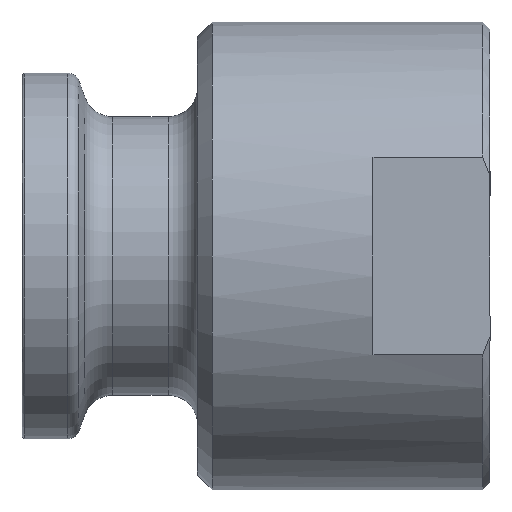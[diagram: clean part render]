
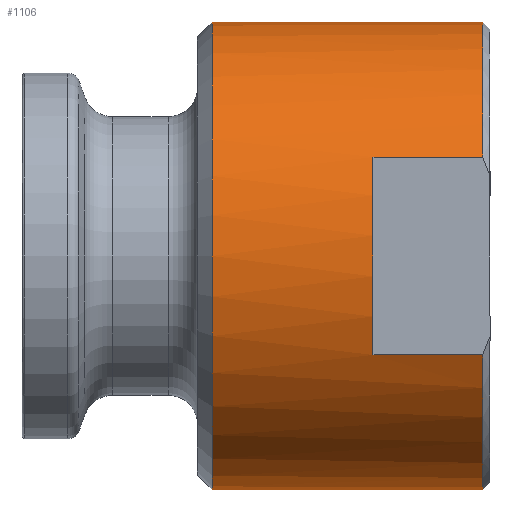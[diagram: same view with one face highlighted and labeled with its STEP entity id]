
A CAD part, front view. The second image highlights one B-rep face of the part: STEP entity #1106.
In plain terms, the highlighted cylindrical face has radius 16 mm (diameter 32 mm), a partial arc.
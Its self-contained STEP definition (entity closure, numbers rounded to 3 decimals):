
#5 = DIRECTION ( 'NONE',  ( -1., 0., 0. ) ) ;
#20 = VERTEX_POINT ( 'NONE', #629 ) ;
#24 = VECTOR ( 'NONE', #1201, 1000. ) ;
#40 = LINE ( 'NONE', #958, #565 ) ;
#73 = EDGE_CURVE ( 'NONE', #114, #1107, #345, .T. ) ;
#114 = VERTEX_POINT ( 'NONE', #847 ) ;
#137 = ORIENTED_EDGE ( 'NONE', *, *, #467, .T. ) ;
#193 = FACE_OUTER_BOUND ( 'NONE', #282, .T. ) ;
#196 = CARTESIAN_POINT ( 'NONE',  ( 31.5, 0., 16. ) ) ;
#209 = AXIS2_PLACEMENT_3D ( 'NONE', #844, #754, #1285 ) ;
#213 = CARTESIAN_POINT ( 'NONE',  ( 13., 0., 0. ) ) ;
#222 = VERTEX_POINT ( 'NONE', #984 ) ;
#225 = DIRECTION ( 'NONE',  ( -1., 0., 0. ) ) ;
#268 = CYLINDRICAL_SURFACE ( 'NONE', #762, 16. ) ;
#282 = EDGE_LOOP ( 'NONE', ( #307, #609, #313, #137, #942, #319, #426, #290 ) ) ;
#289 = CARTESIAN_POINT ( 'NONE',  ( 13., 0., -16. ) ) ;
#290 = ORIENTED_EDGE ( 'NONE', *, *, #890, .T. ) ;
#307 = ORIENTED_EDGE ( 'NONE', *, *, #1088, .F. ) ;
#313 = ORIENTED_EDGE ( 'NONE', *, *, #73, .T. ) ;
#319 = ORIENTED_EDGE ( 'NONE', *, *, #1010, .T. ) ;
#340 = DIRECTION ( 'NONE',  ( 0., 0., -1. ) ) ;
#345 = LINE ( 'NONE', #859, #1018 ) ;
#365 = CARTESIAN_POINT ( 'NONE',  ( -39.15, 0., -16. ) ) ;
#370 = DIRECTION ( 'NONE',  ( -1., 0., 0. ) ) ;
#387 = DIRECTION ( 'NONE',  ( -1., 0., 0. ) ) ;
#390 = LINE ( 'NONE', #365, #24 ) ;
#402 = CARTESIAN_POINT ( 'NONE',  ( 24., -14.5, -6.764 ) ) ;
#426 = ORIENTED_EDGE ( 'NONE', *, *, #1159, .T. ) ;
#463 = CIRCLE ( 'NONE', #1209, 16. ) ;
#467 = EDGE_CURVE ( 'NONE', #1107, #222, #865, .T. ) ;
#509 = CARTESIAN_POINT ( 'NONE',  ( 24., 0., 0. ) ) ;
#538 = VERTEX_POINT ( 'NONE', #558 ) ;
#558 = CARTESIAN_POINT ( 'NONE',  ( 31.5, -14.5, 6.764 ) ) ;
#565 = VECTOR ( 'NONE', #1270, 1000. ) ;
#609 = ORIENTED_EDGE ( 'NONE', *, *, #1021, .T. ) ;
#616 = DIRECTION ( 'NONE',  ( 1., 0., 0. ) ) ;
#629 = CARTESIAN_POINT ( 'NONE',  ( 31.5, 0., -16. ) ) ;
#630 = VECTOR ( 'NONE', #370, 1000. ) ;
#685 = CARTESIAN_POINT ( 'NONE',  ( 13., 0., 16. ) ) ;
#686 = CARTESIAN_POINT ( 'NONE',  ( -39.15, 0., 16. ) ) ;
#745 = VERTEX_POINT ( 'NONE', #685 ) ;
#754 = DIRECTION ( 'NONE',  ( -1., 0., 0. ) ) ;
#759 = AXIS2_PLACEMENT_3D ( 'NONE', #213, #616, #340 ) ;
#762 = AXIS2_PLACEMENT_3D ( 'NONE', #1315, #387, #1308 ) ;
#766 = DIRECTION ( 'NONE',  ( 0., 0., 1. ) ) ;
#769 = CARTESIAN_POINT ( 'NONE',  ( 31.5, 0., 0. ) ) ;
#815 = VERTEX_POINT ( 'NONE', #196 ) ;
#844 = CARTESIAN_POINT ( 'NONE',  ( 31.5, 0., 0. ) ) ;
#847 = CARTESIAN_POINT ( 'NONE',  ( 31.5, -14.5, -6.764 ) ) ;
#859 = CARTESIAN_POINT ( 'NONE',  ( -39.15, -14.5, -6.764 ) ) ;
#865 = CIRCLE ( 'NONE', #1316, 16. ) ;
#890 = EDGE_CURVE ( 'NONE', #745, #1090, #988, .T. ) ;
#914 = EDGE_CURVE ( 'NONE', #222, #538, #40, .T. ) ;
#942 = ORIENTED_EDGE ( 'NONE', *, *, #914, .T. ) ;
#958 = CARTESIAN_POINT ( 'NONE',  ( -39.15, -14.5, 6.764 ) ) ;
#984 = CARTESIAN_POINT ( 'NONE',  ( 24., -14.5, 6.764 ) ) ;
#988 = CIRCLE ( 'NONE', #759, 16. ) ;
#1010 = EDGE_CURVE ( 'NONE', #538, #815, #1210, .T. ) ;
#1018 = VECTOR ( 'NONE', #225, 1000. ) ;
#1021 = EDGE_CURVE ( 'NONE', #20, #114, #463, .T. ) ;
#1088 = EDGE_CURVE ( 'NONE', #20, #1090, #390, .T. ) ;
#1089 = DIRECTION ( 'NONE',  ( -1., 0., 0. ) ) ;
#1090 = VERTEX_POINT ( 'NONE', #289 ) ;
#1106 = ADVANCED_FACE ( 'NONE', ( #193 ), #268, .T. ) ;
#1107 = VERTEX_POINT ( 'NONE', #402 ) ;
#1159 = EDGE_CURVE ( 'NONE', #815, #745, #1204, .T. ) ;
#1201 = DIRECTION ( 'NONE',  ( -1., 0., 0. ) ) ;
#1204 = LINE ( 'NONE', #686, #630 ) ;
#1209 = AXIS2_PLACEMENT_3D ( 'NONE', #769, #1089, #766 ) ;
#1210 = CIRCLE ( 'NONE', #209, 16. ) ;
#1221 = DIRECTION ( 'NONE',  ( 0., 0., 1. ) ) ;
#1270 = DIRECTION ( 'NONE',  ( 1., 0., 0. ) ) ;
#1285 = DIRECTION ( 'NONE',  ( 0., 0., 1. ) ) ;
#1308 = DIRECTION ( 'NONE',  ( 0., 0., 1. ) ) ;
#1315 = CARTESIAN_POINT ( 'NONE',  ( -39.15, 0., 0. ) ) ;
#1316 = AXIS2_PLACEMENT_3D ( 'NONE', #509, #5, #1221 ) ;
